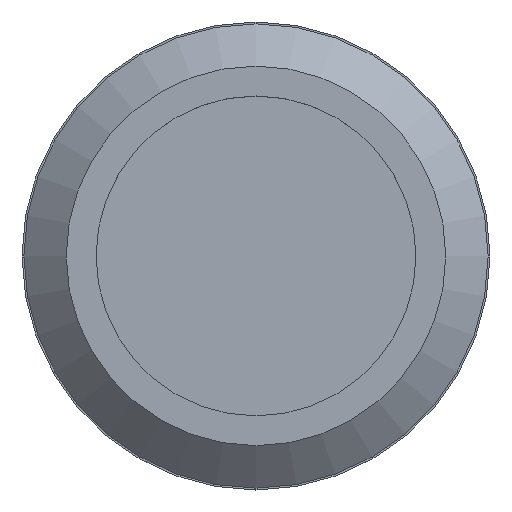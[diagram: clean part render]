
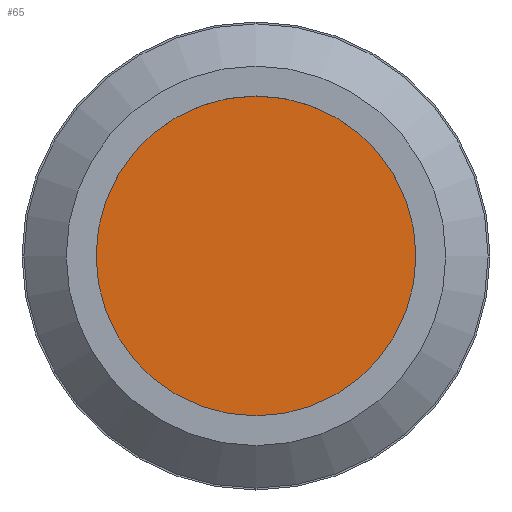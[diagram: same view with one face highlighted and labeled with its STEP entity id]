
A CAD part, top view. The second image highlights one B-rep face of the part: STEP entity #65.
In plain terms, the highlighted planar face has unit normal (0, 0, 1).
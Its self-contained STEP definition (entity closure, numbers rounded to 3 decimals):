
#65 = ADVANCED_FACE( '', ( #137 ), #138, .F. );
#137 = FACE_OUTER_BOUND( '', #202, .T. );
#138 = PLANE( '', #203 );
#202 = EDGE_LOOP( '', ( #287 ) );
#203 = AXIS2_PLACEMENT_3D( '', #288, #289, #290 );
#287 = ORIENTED_EDGE( '', *, *, #318, .T. );
#288 = CARTESIAN_POINT( '', ( 13.5, 0., 7.8 ) );
#289 = DIRECTION( '', ( 0., 0., -1. ) );
#290 = DIRECTION( '', ( -1., 0., 0. ) );
#318 = EDGE_CURVE( '', #358, #358, #359, .T. );
#358 = VERTEX_POINT( '', #401 );
#359 = CIRCLE( '', #402, 13.5 );
#401 = CARTESIAN_POINT( '', ( 13.5, 0., 7.8 ) );
#402 = AXIS2_PLACEMENT_3D( '', #445, #446, #447 );
#445 = CARTESIAN_POINT( '', ( 0., 0., 7.8 ) );
#446 = DIRECTION( '', ( 0., 0., 1. ) );
#447 = DIRECTION( '', ( 1., 0., 0. ) );
